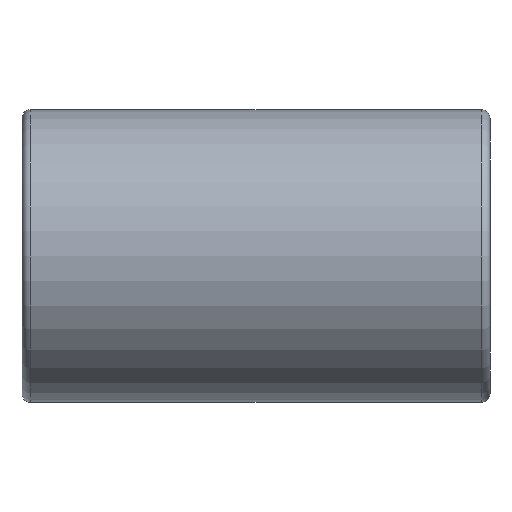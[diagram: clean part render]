
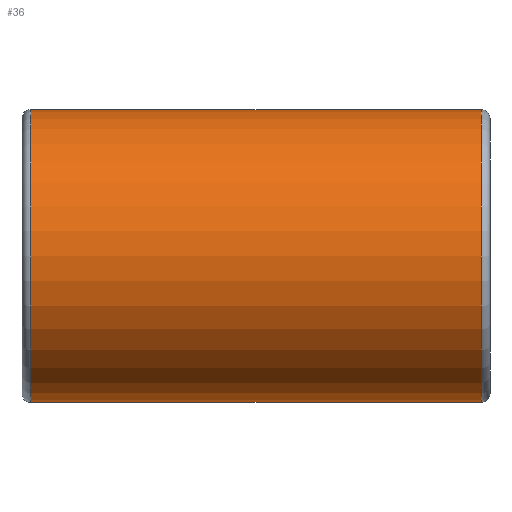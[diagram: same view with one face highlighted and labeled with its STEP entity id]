
A CAD part, front view. The second image highlights one B-rep face of the part: STEP entity #36.
In plain terms, the highlighted cylindrical face has radius 7.5 mm (diameter 15 mm), a full revolution.
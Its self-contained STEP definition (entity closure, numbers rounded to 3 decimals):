
#36 = ADVANCED_FACE( '', ( #73, #74 ), #75, .T. );
#73 = FACE_OUTER_BOUND( '', #112, .T. );
#74 = FACE_OUTER_BOUND( '', #113, .T. );
#75 = CYLINDRICAL_SURFACE( '', #114, 7.5 );
#112 = EDGE_LOOP( '', ( #149 ) );
#113 = EDGE_LOOP( '', ( #150 ) );
#114 = AXIS2_PLACEMENT_3D( '', #151, #152, #153 );
#149 = ORIENTED_EDGE( '', *, *, #190, .T. );
#150 = ORIENTED_EDGE( '', *, *, #188, .F. );
#151 = CARTESIAN_POINT( '', ( 24., 0., 0. ) );
#152 = DIRECTION( '', ( -1., 0., 0. ) );
#153 = DIRECTION( '', ( 0., 0., -1. ) );
#188 = EDGE_CURVE( '', #206, #206, #207, .T. );
#190 = EDGE_CURVE( '', #209, #209, #210, .T. );
#206 = VERTEX_POINT( '', #230 );
#207 = CIRCLE( '', #231, 7.5 );
#209 = VERTEX_POINT( '', #233 );
#210 = CIRCLE( '', #234, 7.5 );
#230 = CARTESIAN_POINT( '', ( 23.563, 0., -7.5 ) );
#231 = AXIS2_PLACEMENT_3D( '', #254, #255, #256 );
#233 = CARTESIAN_POINT( '', ( 0.438, 0., -7.5 ) );
#234 = AXIS2_PLACEMENT_3D( '', #257, #258, #259 );
#254 = CARTESIAN_POINT( '', ( 23.563, 0., 0. ) );
#255 = DIRECTION( '', ( 1., 0., 0. ) );
#256 = DIRECTION( '', ( 0., 0., -1. ) );
#257 = CARTESIAN_POINT( '', ( 0.438, 0., 0. ) );
#258 = DIRECTION( '', ( 1., 0., 0. ) );
#259 = DIRECTION( '', ( 0., 0., -1. ) );
